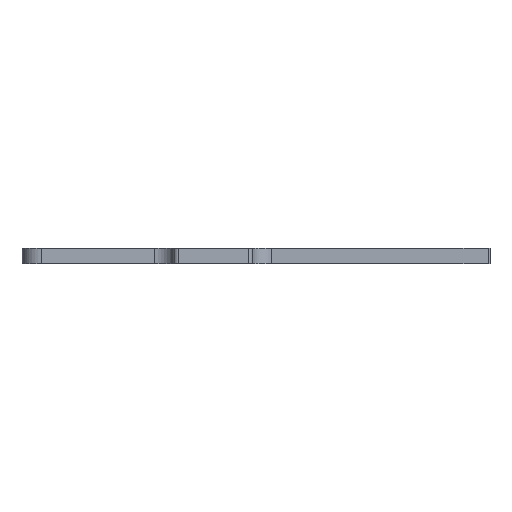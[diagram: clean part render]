
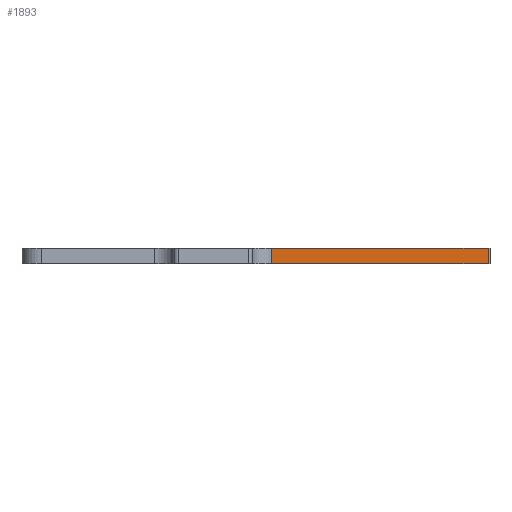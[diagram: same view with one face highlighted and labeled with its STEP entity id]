
A CAD part, left-side view. The second image highlights one B-rep face of the part: STEP entity #1893.
In plain terms, the highlighted planar face has unit normal (-1, 0, 0).
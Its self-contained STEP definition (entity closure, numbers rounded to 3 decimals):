
#63 = EDGE_CURVE ( 'NONE', #1107, #1979, #3798, .T. ) ;
#84 = ORIENTED_EDGE ( 'NONE', *, *, #1836, .F. ) ;
#400 = CARTESIAN_POINT ( 'NONE',  ( -20., -121., -8. ) ) ;
#505 = PLANE ( 'NONE',  #2254 ) ;
#528 = CARTESIAN_POINT ( 'NONE',  ( -20., -10., -8. ) ) ;
#622 = EDGE_LOOP ( 'NONE', ( #3177, #84, #1218, #1354 ) ) ;
#674 = VECTOR ( 'NONE', #3136, 1000. ) ;
#715 = CARTESIAN_POINT ( 'NONE',  ( -20., -10., 0. ) ) ;
#730 = DIRECTION ( 'NONE',  ( 0., -1., 0. ) ) ;
#802 = CARTESIAN_POINT ( 'NONE',  ( -20., -10., -8. ) ) ;
#896 = VECTOR ( 'NONE', #3526, 1000. ) ;
#964 = CARTESIAN_POINT ( 'NONE',  ( -20., -121., -8. ) ) ;
#1033 = VECTOR ( 'NONE', #3943, 1000. ) ;
#1107 = VERTEX_POINT ( 'NONE', #400 ) ;
#1201 = CARTESIAN_POINT ( 'NONE',  ( -20., -10., 0. ) ) ;
#1218 = ORIENTED_EDGE ( 'NONE', *, *, #3852, .T. ) ;
#1242 = FACE_OUTER_BOUND ( 'NONE', #622, .T. ) ;
#1354 = ORIENTED_EDGE ( 'NONE', *, *, #63, .T. ) ;
#1408 = CARTESIAN_POINT ( 'NONE',  ( -20., -10., -8. ) ) ;
#1516 = VERTEX_POINT ( 'NONE', #528 ) ;
#1525 = VECTOR ( 'NONE', #730, 1000. ) ;
#1836 = EDGE_CURVE ( 'NONE', #1516, #2003, #2684, .T. ) ;
#1893 = ADVANCED_FACE ( 'NONE', ( #1242 ), #505, .T. ) ;
#1979 = VERTEX_POINT ( 'NONE', #2450 ) ;
#2003 = VERTEX_POINT ( 'NONE', #1201 ) ;
#2254 = AXIS2_PLACEMENT_3D ( 'NONE', #802, #2356, #3881 ) ;
#2356 = DIRECTION ( 'NONE',  ( -1., 0., 0. ) ) ;
#2357 = LINE ( 'NONE', #715, #1525 ) ;
#2450 = CARTESIAN_POINT ( 'NONE',  ( -20., -121., 0. ) ) ;
#2684 = LINE ( 'NONE', #1408, #896 ) ;
#2753 = LINE ( 'NONE', #3635, #1033 ) ;
#2801 = EDGE_CURVE ( 'NONE', #2003, #1979, #2357, .T. ) ;
#3136 = DIRECTION ( 'NONE',  ( 0., 0., 1. ) ) ;
#3177 = ORIENTED_EDGE ( 'NONE', *, *, #2801, .F. ) ;
#3526 = DIRECTION ( 'NONE',  ( 0., 0., 1. ) ) ;
#3635 = CARTESIAN_POINT ( 'NONE',  ( -20., -10., -8. ) ) ;
#3798 = LINE ( 'NONE', #964, #674 ) ;
#3852 = EDGE_CURVE ( 'NONE', #1516, #1107, #2753, .T. ) ;
#3881 = DIRECTION ( 'NONE',  ( 0., -1., 0. ) ) ;
#3943 = DIRECTION ( 'NONE',  ( 0., -1., 0. ) ) ;
